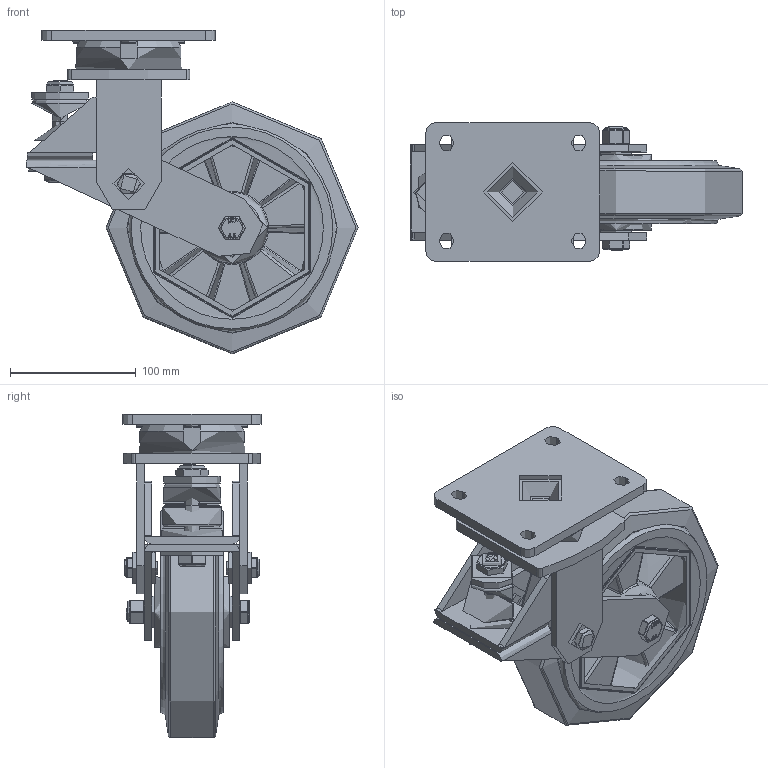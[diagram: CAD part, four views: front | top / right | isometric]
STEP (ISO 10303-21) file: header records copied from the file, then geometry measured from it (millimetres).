
FILE_DESCRIPTION(/* description */ (''),/* implementation_level */ '2;1');
FILE_NAME(/* name */ 'BZKL200ERBJSPR.step',/* time_stamp */ '2024-05-21T16:34:13+01:00',/* author */ (''),/* organization */ (''),/* preprocessor_version */ 'ST-DEVELOPER v20',/* originating_system */ 'Autodesk Translation Framework v13.14.0.145',/* authorisation */ '');
FILE_SCHEMA (('AUTOMOTIVE_DESIGN { 1 0 10303 214 3 1 1 }'));
Products named in the file (39): BZKL200ERBJSPR; BZKL200ASSPR200 v1; FABRICATED STEEL TOP PLATE; FABRICATED STEEL FORKS; FORKS; BOLT; WASHER; Component2; Component1; WASHERS; GREASE NIPPLE; BOLT2; RUBBER SPRING; SPRING; SPRING TOP; NUT; BZH200WERBJM20 v1; 65 SHORE A ELASTIC RUBBER TYRE; ALUMINIUM RIM; BEARING6204; BALL BEARINGS; BEARING6204 (1); BALL BEARINGS (1); Component3; INNER; OUTER; MIDDLE; RUBBER; BEARING SPACER; TH20X2X12 v1; ZINC PLATED HEADED SPACER; TH20X2X12 v1 (1); ZINC PLATED HEADED SPACER (1); HEXBOLTM12X90Z8.8 v2; GRADE 8.8 ZINC PLATED BOLT; NYLOCM12Z14MM v1; NYLOC NUT; NUT (1); RUBBER (1)
Assembly tree (58 placements, depth 5):
  BZKL200ERBJSPR
    BZKL200ASSPR200 v1
      FABRICATED STEEL TOP PLATE
      FABRICATED STEEL FORKS
        FORKS
        BOLT
        WASHER
        Component2
        Component1
        BOLT2  x2
        WASHERS
        GREASE NIPPLE
      RUBBER SPRING
        SPRING
        SPRING TOP
        NUT
    BZH200WERBJM20 v1
      65 SHORE A ELASTIC RUBBER TYRE
      ALUMINIUM RIM
      BEARING6204
        INNER
        OUTER
        BALL BEARINGS
          Component3  x8
        MIDDLE
        RUBBER
      BEARING6204 (1)
        BALL BEARINGS (1)
          Component3  x8
        INNER
        OUTER
        MIDDLE
        RUBBER
      BEARING SPACER
    TH20X2X12 v1
      ZINC PLATED HEADED SPACER
    TH20X2X12 v1 (1)
      ZINC PLATED HEADED SPACER (1)
    HEXBOLTM12X90Z8.8 v2
      GRADE 8.8 ZINC PLATED BOLT
    NYLOCM12Z14MM v1
      NYLOC NUT
        NUT (1)
        RUBBER (1)
Bounding box: 263.51 x 110 x 257 mm (x, y, z)
Volume: 1576119.4 mm3; surface area: 421987.2 mm2
Topology: 50 solids, 50 shells, 1556 faces, 3918 edges, 2509 vertices
Faces by surface type: plane 538, bspline 532, cylinder 305, sphere 85, torus 76, cone 20
Full cylindrical faces by diameter (mm): 8 x1, 9.836 x16, 10 x36, 11.834 x16, 12 x10, 12.1 x2, 12.2 x2, 14 x2, 15 x2, 17.75 x1, 18.5 x1, 19.8 x2, 20 x4, 21 x1, 24 x1, 25 x6, 27 x2, 28.5 x8, 30.8 x4, 31.3 x4, 40.3 x4, 40.5 x4, 40.8 x4, 42 x10, 44 x1, 45 x1, 47 x5, 50 x1, 52 x2, 56 x2
Entity records: 122758 total; most frequent: CARTESIAN_POINT 96237, ORIENTED_EDGE 5692, DIRECTION 4505, EDGE_CURVE 2846, VERTEX_POINT 1836, AXIS2_PLACEMENT_3D 1762, EDGE_LOOP 1342, FACE_OUTER_BOUND 1164
